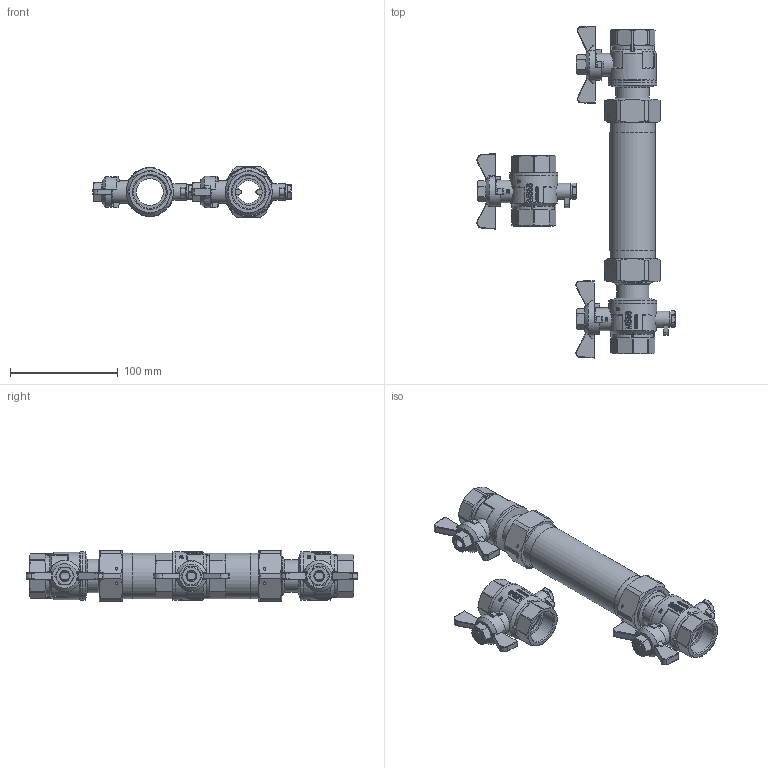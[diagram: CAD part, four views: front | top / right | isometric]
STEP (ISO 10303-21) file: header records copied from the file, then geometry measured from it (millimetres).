
FILE_DESCRIPTION(/* description */ ('Unknown'),/* implementation_level */ '2;1');
FILE_NAME(/* name */ '80120007',/* time_stamp */ '2023-07-12T13:12:42+02:00',/* author */ ('Unknown'),/* organization */ ('Unknown'),/* preprocessor_version */ 'ST-DEVELOPER v18.102',/* originating_system */ 'Solid Edge',/* authorisation */ 'Unknown');
FILE_SCHEMA (('AUTOMOTIVE_DESIGN {1 0 10303 214 3 1 1}'));
Length unit declared in the file: millimetre
Products named in the file (42): 80120007; 98708712-1 1_4x150; 708-67-STEP-KUNDE; Verschraubung; _wm; Stopfbuchse; Mutter; Dichtung2; Gehduse; 1; 722-67_oa_0; Spindel-co_oa_1; Spindel; F-griff-1; M10-1-Mutter-al.g.; Einschraubteil; Kvrper-co_oa_2; Kvrper; Schraube; Dichtung; _WM-1_1_4; s-ring; Dichtung-_wm; 712-06_oa_3; Kvrper-co_oa_4; Schtaube; 600-1-Fl_gel-Griff; 600-1-Mutter-fl.g.
Assembly tree (41 placements, depth 5):
  80120007
    98708712-1 1_4x150
    708-67-STEP-KUNDE
      Verschraubung
        Verschraubung
      _wm
        _wm
      Stopfbuchse
        Stopfbuchse
      Mutter
        Mutter
      Dichtung2
        Dichtung2
      Gehduse
        Gehduse
      1
        1
    722-67_oa_0
      Spindel-co_oa_1
        Spindel
        Stopfbuchse
        F-griff-1
        M10-1-Mutter-al.g.
      Einschraubteil
      Kvrper-co_oa_2
        Kvrper
        Schraube
        Dichtung
        _WM-1_1_4
          _wm
          s-ring
          Dichtung-_wm
    712-06_oa_3
      Kvrper-co_oa_4
        Einschraubteil
        Kvrper
        Dichtung
        Schtaube
      Stopfbuchse
      Spindel
      600-1-Fl_gel-Griff
      600-1-Mutter-fl.g.
Bounding box: 183.99 x 308.19 x 46.5 mm (x, y, z)
Volume: 259900.1 mm3; surface area: 155272.8 mm2
Topology: 27 solids, 27 shells, 2592 faces, 7113 edges, 4684 vertices
Faces by surface type: plane 1987, cylinder 337, cone 210, bspline 40, sphere 16, torus 2
Full cylindrical faces by diameter (mm): 1.5 x4, 5 x2, 5.9 x2, 8.5 x3, 8.8 x2, 8.92 x2, 10 x4, 12 x4, 12.1 x3, 12.5 x3, 13 x2, 14 x2, 14.5 x3, 15 x2, 16 x3, 16.376 x1, 16.5 x2, 18 x3, 20.9 x1, 21 x3, 22.5 x3, 24 x2, 25 x5, 26.5 x1, 30 x1, 30.291 x4, 31 x3, 33 x4, 33.4 x1, 36.5 x2
Entity records: 98776 total; most frequent: CARTESIAN_POINT 30126, DIRECTION 15293, ORIENTED_EDGE 13718, EDGE_CURVE 6859, AXIS2_PLACEMENT_3D 6319, VERTEX_POINT 4621, FACE_BOUND 2954, EDGE_LOOP 2952
